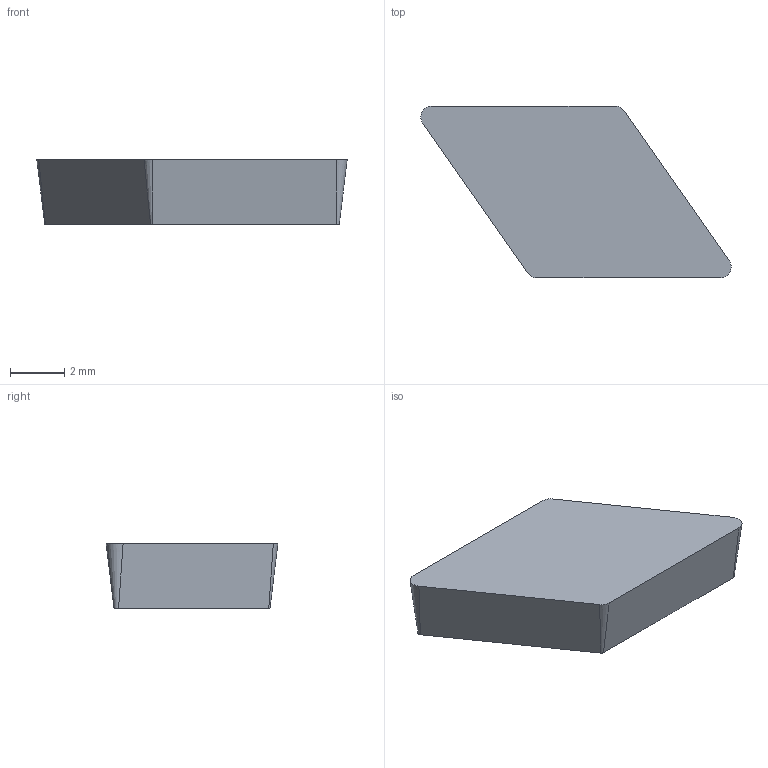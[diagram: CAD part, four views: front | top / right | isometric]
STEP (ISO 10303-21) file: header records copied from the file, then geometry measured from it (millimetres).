
FILE_DESCRIPTION((''),'2;1');
FILE_NAME('607521718-000-00-E43','2021-02-18T13:29:26',('schmiedtm'),(''),'CREO PARAMETRIC BY PTC INC, 2019030','CREO PARAMETRIC BY PTC INC, 2019030','');
FILE_SCHEMA(('AP242_MANAGED_MODEL_BASED_3D_ENGINEERING_MIM_LF { 1 0 10303 442 1 1 4 }'));
Length unit declared in the file: millimetre
Products named in the file (1): 607521718-000-00-E43
Bounding box: 11.46 x 6.35 x 2.4 mm (x, y, z)
Volume: 107.2 mm3; surface area: 158.8 mm2
Topology: 1 solids, 1 shells, 10 faces, 40 edges, 36 vertices
Faces by surface type: plane 6, cone 4
Entity records: 792 total; most frequent: DIRECTION 99, CARTESIAN_POINT 82, ORIENTED_EDGE 48, AXIS2_PLACEMENT_3D 36, COLOUR_RGB 35, PRESENTATION_STYLE_ASSIGNMENT 34, STYLED_ITEM 34, VECTOR 27
